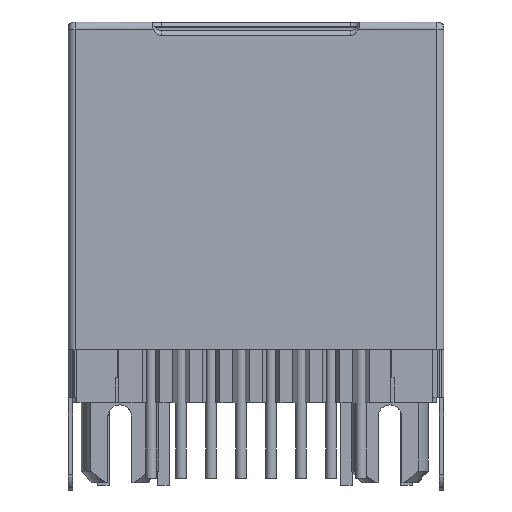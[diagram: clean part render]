
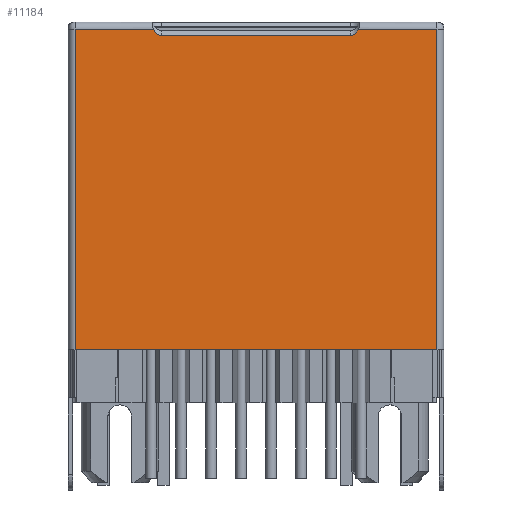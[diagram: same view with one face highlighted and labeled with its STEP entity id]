
A CAD part, front view. The second image highlights one B-rep face of the part: STEP entity #11184.
In plain terms, the highlighted face is planar.
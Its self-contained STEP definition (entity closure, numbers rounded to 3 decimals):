
#8109=DIRECTION('',(-1.,0.,0.));
#8110=VECTOR('',#8109,15.3);
#8111=CARTESIAN_POINT('',(7.65,5.92,-8.4));
#8112=LINE('',#8111,#8110);
#8113=DIRECTION('',(0.,-1.,0.));
#8114=VECTOR('',#8113,13.57);
#8115=CARTESIAN_POINT('',(7.65,5.92,-8.4));
#8116=LINE('',#8115,#8114);
#8662=DIRECTION('',(-1.,0.,0.));
#8663=VECTOR('',#8662,3.311);
#8664=CARTESIAN_POINT('',(-4.339,-7.65,-8.4));
#8665=LINE('',#8664,#8663);
#8666=CARTESIAN_POINT('',(-4.,-7.384,-8.4));
#8667=CARTESIAN_POINT('',(-4.085,-7.384,-8.4));
#8668=CARTESIAN_POINT('',(-4.214,-7.449,-8.4));
#8669=CARTESIAN_POINT('',(-4.305,-7.572,-8.4));
#8670=CARTESIAN_POINT('',(-4.339,-7.65,-8.4));
#8700=CARTESIAN_POINT('',(4.339,-7.65,-8.4));
#8701=CARTESIAN_POINT('',(4.305,-7.572,-8.4));
#8702=CARTESIAN_POINT('',(4.214,-7.449,-8.4));
#8703=CARTESIAN_POINT('',(4.085,-7.384,-8.4));
#8704=CARTESIAN_POINT('',(4.,-7.384,-8.4));
#8730=DIRECTION('',(-1.,0.,0.));
#8731=VECTOR('',#8730,8.);
#8732=CARTESIAN_POINT('',(4.,-7.384,-8.4));
#8733=LINE('',#8732,#8731);
#8796=DIRECTION('',(0.,1.,0.));
#8797=VECTOR('',#8796,13.57);
#8798=CARTESIAN_POINT('',(-7.65,-7.65,-8.4));
#8799=LINE('',#8798,#8797);
#10254=DIRECTION('',(-1.,0.,0.));
#10255=VECTOR('',#10254,3.311);
#10256=CARTESIAN_POINT('',(7.65,-7.65,-8.4));
#10257=LINE('',#10256,#10255);
#10495=CARTESIAN_POINT('',(7.65,5.92,-8.4));
#10496=CARTESIAN_POINT('',(7.65,-7.65,-8.4));
#10497=VERTEX_POINT('',#10495);
#10498=VERTEX_POINT('',#10496);
#10499=CARTESIAN_POINT('',(-7.65,5.92,-8.4));
#10500=VERTEX_POINT('',#10499);
#10501=CARTESIAN_POINT('',(-7.65,-7.65,-8.4));
#10502=VERTEX_POINT('',#10501);
#10503=CARTESIAN_POINT('',(-4.339,-7.65,-8.4));
#10504=VERTEX_POINT('',#10503);
#10505=VERTEX_POINT('',#8666);
#10506=CARTESIAN_POINT('',(4.,-7.384,-8.4));
#10507=VERTEX_POINT('',#10506);
#10508=VERTEX_POINT('',#8700);
#11161=CARTESIAN_POINT('',(0.,0.,-8.4));
#11162=DIRECTION('',(0.,0.,1.));
#11163=DIRECTION('',(1.,0.,0.));
#11164=AXIS2_PLACEMENT_3D('',#11161,#11162,#11163);
#11165=PLANE('',#11164);
#11167=ORIENTED_EDGE('',*,*,#11166,.F.);
#11169=ORIENTED_EDGE('',*,*,#11168,.T.);
#11171=ORIENTED_EDGE('',*,*,#11170,.F.);
#11173=ORIENTED_EDGE('',*,*,#11172,.F.);
#11175=ORIENTED_EDGE('',*,*,#11174,.F.);
#11177=ORIENTED_EDGE('',*,*,#11176,.F.);
#11179=ORIENTED_EDGE('',*,*,#11178,.F.);
#11181=ORIENTED_EDGE('',*,*,#11180,.F.);
#11182=EDGE_LOOP('',(#11167,#11169,#11171,#11173,#11175,#11177,#11179,#11181));
#11183=FACE_OUTER_BOUND('',#11182,.F.);
#11184=ADVANCED_FACE('',(#11183),#11165,.F.);
#8671=B_SPLINE_CURVE_WITH_KNOTS('',3,(#8666,#8667,#8668,#8669,#8670),
.UNSPECIFIED.,.F.,.F.,(4,1,4),(0.,0.5,1.),.UNSPECIFIED.);
#8705=B_SPLINE_CURVE_WITH_KNOTS('',3,(#8700,#8701,#8702,#8703,#8704),
.UNSPECIFIED.,.F.,.F.,(4,1,4),(0.,0.5,1.),.UNSPECIFIED.);
#11166=EDGE_CURVE('',#10497,#10498,#8116,.T.);
#11168=EDGE_CURVE('',#10497,#10500,#8112,.T.);
#11170=EDGE_CURVE('',#10502,#10500,#8799,.T.);
#11172=EDGE_CURVE('',#10504,#10502,#8665,.T.);
#11174=EDGE_CURVE('',#10505,#10504,#8671,.T.);
#11176=EDGE_CURVE('',#10507,#10505,#8733,.T.);
#11178=EDGE_CURVE('',#10508,#10507,#8705,.T.);
#11180=EDGE_CURVE('',#10498,#10508,#10257,.T.);
